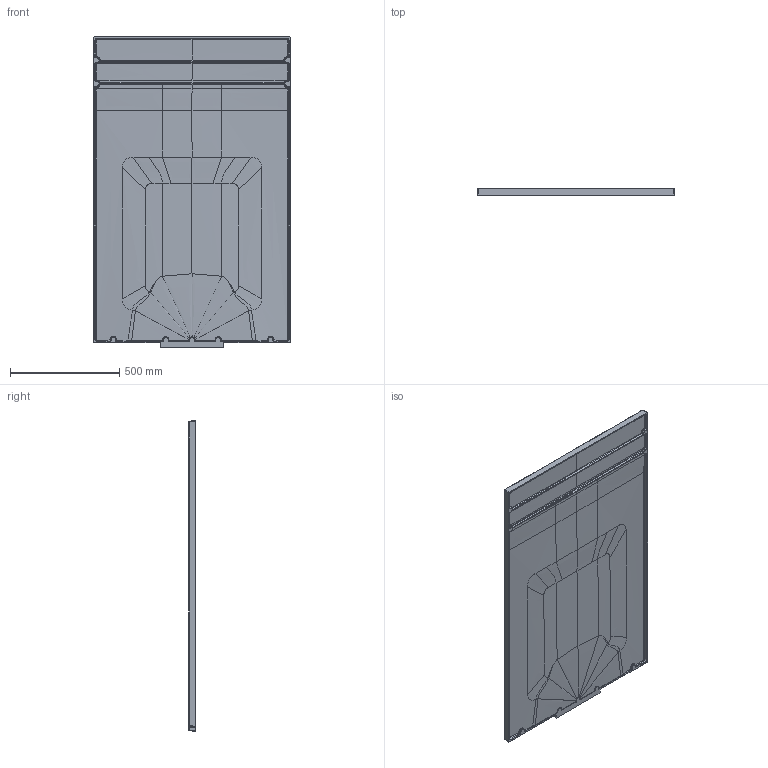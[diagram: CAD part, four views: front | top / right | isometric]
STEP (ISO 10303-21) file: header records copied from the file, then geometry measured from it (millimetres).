
FILE_DESCRIPTION((''),'2;1');
FILE_NAME('V3P2107-002','2022-04-01T14:55:26',('hegemanc'),('Villeroy & Boch Wellness bv'),'CREO PARAMETRIC BY PTC INC, 2020454','CREO PARAMETRIC BY PTC INC, 2020454','');
FILE_SCHEMA(('CONFIG_CONTROL_DESIGN'));
Length unit declared in the file: millimetre
Products named in the file (1): V3P2107-002
Bounding box: 900 x 30.39 x 1420 mm (x, y, z)
Volume: 21056445.5 mm3; surface area: 2724805.6 mm2
Topology: 1 solids, 1 shells, 363 faces, 827 edges, 469 vertices
Faces by surface type: bspline 250, cylinder 39, plane 30, sphere 24, cone 10, torus 10
Entity records: 26715 total; most frequent: CARTESIAN_POINT 20322, ORIENTED_EDGE 1654, DIRECTION 839, EDGE_CURVE 827, B_SPLINE_CURVE_WITH_KNOTS 473, VERTEX_POINT 469, AXIS2_PLACEMENT_3D 372, EDGE_LOOP 366
